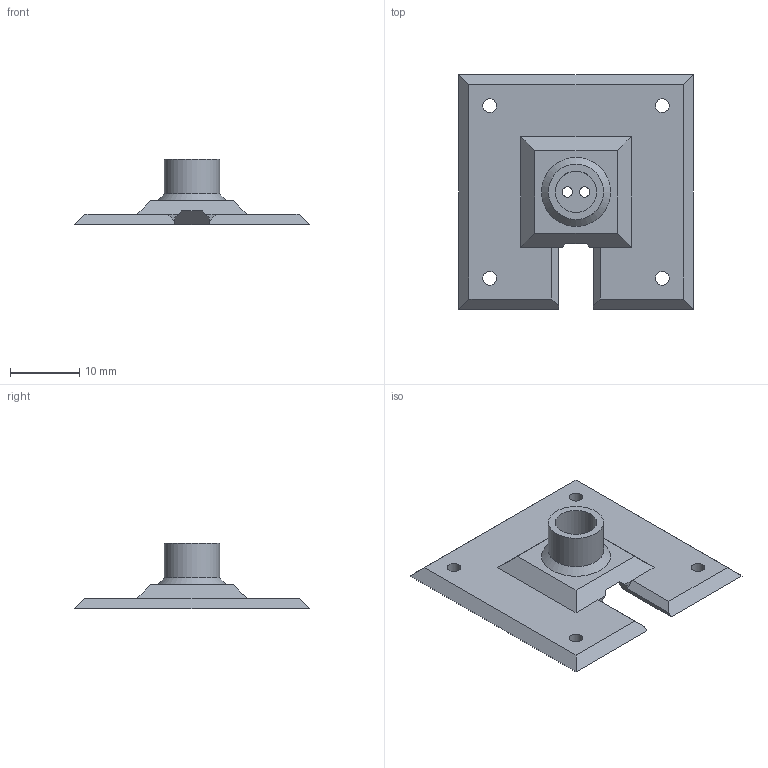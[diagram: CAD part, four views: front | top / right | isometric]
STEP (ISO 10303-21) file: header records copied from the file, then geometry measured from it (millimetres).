
FILE_DESCRIPTION(/* description */ (''),/* implementation_level */ '2;1');
FILE_NAME(/* name */ 'LightSensor_External_smaller length_bigger diameter.stp',/* time_stamp */ '2015-02-25T11:39:02+01:00',/* author */ ('Przem'),/* organization */ (''),/* preprocessor_version */ 'ST-DEVELOPER v15.2',/* originating_system */ 'Autodesk Inventor 2014',/* authorisation */ '');
FILE_SCHEMA (('AUTOMOTIVE_DESIGN { 1 0 10303 214 3 1 1 }'));
Length unit declared in the file: millimetre
Products named in the file (1): LightSensor_External_smaller length_bigger diameter
Bounding box: 34 x 34 x 9.5 mm (x, y, z)
Volume: 1724.3 mm3; surface area: 2669.2 mm2
Topology: 1 solids, 1 shells, 37 faces, 96 edges, 63 vertices
Faces by surface type: plane 28, cylinder 8, cone 1
Full cylindrical faces by diameter (mm): 1.5 x2, 2 x4, 6 x1, 8 x1
Entity records: 1126 total; most frequent: CARTESIAN_POINT 188, DIRECTION 180, ORIENTED_EDGE 174, EDGE_CURVE 87, LINE 70, VECTOR 70, VERTEX_POINT 63, EDGE_LOOP 60
